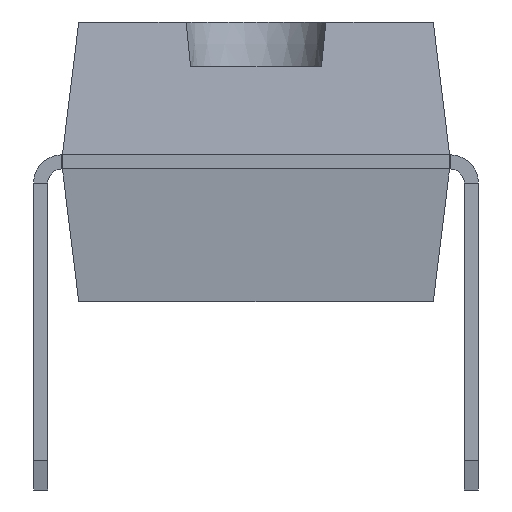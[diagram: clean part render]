
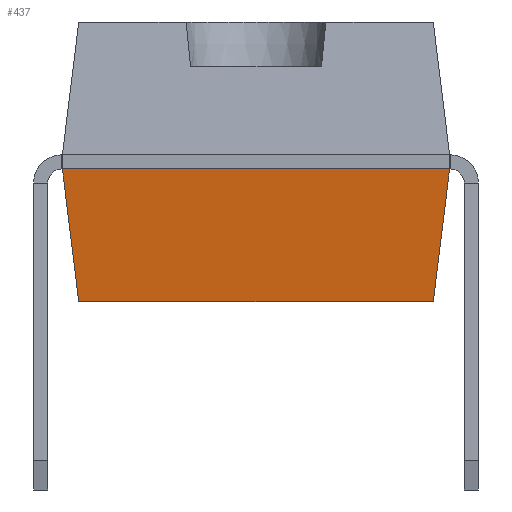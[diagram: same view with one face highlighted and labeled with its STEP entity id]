
A CAD part, left-side view. The second image highlights one B-rep face of the part: STEP entity #437.
In plain terms, the highlighted planar face has unit normal (-0.993, 0, -0.122).
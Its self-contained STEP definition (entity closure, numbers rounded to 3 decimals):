
#437=ADVANCED_FACE('',(#6277),#6279,.T.);
#6277=FACE_BOUND('',#6278,.T.);
#6278=EDGE_LOOP('',(#10588,#10589,#10590,#10591));
#6279=PLANE('',#6280);
#6280=AXIS2_PLACEMENT_3D('',#6281,#6282,#6283);
#6281=CARTESIAN_POINT('',(-0.981,6.946,0.38));
#6282=DIRECTION('',(-0.993,0.,-0.122));
#6283=DIRECTION('',(0.,-1.,0.));
#10588=ORIENTED_EDGE('',*,*,#13467,.F.);
#10589=ORIENTED_EDGE('',*,*,#13474,.F.);
#10590=ORIENTED_EDGE('',*,*,#13475,.T.);
#10591=ORIENTED_EDGE('',*,*,#13476,.T.);
#13467=EDGE_CURVE('',#14932,#14934,#14935,.T.);
#13474=EDGE_CURVE('',#14944,#14932,#14945,.T.);
#13475=EDGE_CURVE('',#14944,#14946,#14947,.T.);
#13476=EDGE_CURVE('',#14946,#14934,#14948,.T.);
#14932=VERTEX_POINT('',#17320);
#14934=VERTEX_POINT('',#17324);
#14935=LINE('',#17325,#17326);
#14944=VERTEX_POINT('',#17348);
#14945=LINE('',#17349,#17350);
#14946=VERTEX_POINT('',#17352);
#14947=LINE('',#17353,#17354);
#14948=LINE('',#17356,#17357);
#17320=CARTESIAN_POINT('',(-1.27,7.235,2.73));
#17324=CARTESIAN_POINT('',(-1.27,0.385,2.73));
#17325=CARTESIAN_POINT('',(-1.27,7.235,2.73));
#17326=VECTOR('',#17327,1.);
#17327=DIRECTION('',(0.,-1.,0.));
#17348=CARTESIAN_POINT('',(-0.981,6.946,0.38));
#17349=CARTESIAN_POINT('',(-0.981,6.946,0.38));
#17350=VECTOR('',#17351,1.);
#17351=DIRECTION('',(-0.121,0.121,0.985));
#17352=CARTESIAN_POINT('',(-0.981,0.674,0.38));
#17353=CARTESIAN_POINT('',(-0.981,6.946,0.38));
#17354=VECTOR('',#17355,1.);
#17355=DIRECTION('',(0.,-1.,0.));
#17356=CARTESIAN_POINT('',(-0.981,0.674,0.38));
#17357=VECTOR('',#17358,1.);
#17358=DIRECTION('',(-0.121,-0.121,0.985));
